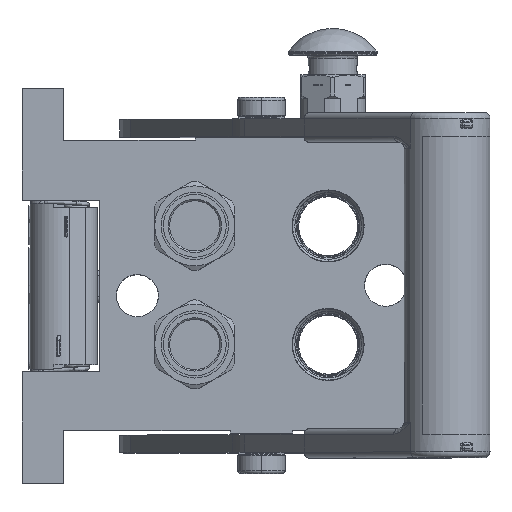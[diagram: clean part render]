
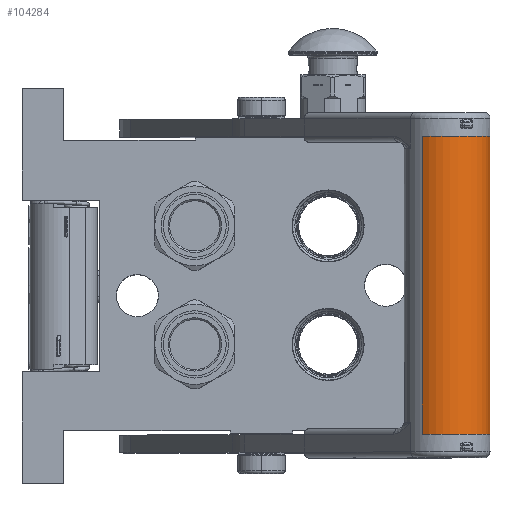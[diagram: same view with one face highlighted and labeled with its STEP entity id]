
A CAD part, top view. The second image highlights one B-rep face of the part: STEP entity #104284.
In plain terms, the highlighted cylindrical face has radius 14.5 mm (diameter 29 mm), a partial arc.
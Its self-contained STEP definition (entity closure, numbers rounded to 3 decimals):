
#1795 = LINE ( 'NONE', #17524, #116097 ) ;
#2055 = LINE ( 'NONE', #101867, #68322 ) ;
#2603 = CARTESIAN_POINT ( 'NONE',  ( -46., -7.576, -12.363 ) ) ;
#2645 = ORIENTED_EDGE ( 'NONE', *, *, #88624, .T. ) ;
#3437 = DIRECTION ( 'NONE',  ( -1., 0., 0. ) ) ;
#4586 = CARTESIAN_POINT ( 'NONE',  ( -46., 0., -14.5 ) ) ;
#5831 = DIRECTION ( 'NONE',  ( 0., 0., 1. ) ) ;
#6908 = CYLINDRICAL_SURFACE ( 'NONE', #105884, 14.5 ) ;
#10526 = VERTEX_POINT ( 'NONE', #19885 ) ;
#11285 = AXIS2_PLACEMENT_3D ( 'NONE', #34233, #43708, #52373 ) ;
#11726 = VERTEX_POINT ( 'NONE', #4586 ) ;
#13101 = DIRECTION ( 'NONE',  ( 0., 0., -1. ) ) ;
#15285 = CARTESIAN_POINT ( 'NONE',  ( 50.5, -7.576, -12.363 ) ) ;
#16014 = CARTESIAN_POINT ( 'NONE',  ( -50., -7.576, -12.363 ) ) ;
#17524 = CARTESIAN_POINT ( 'NONE',  ( -46., 0., -14.5 ) ) ;
#18146 = VERTEX_POINT ( 'NONE', #58271 ) ;
#19885 = CARTESIAN_POINT ( 'NONE',  ( 50.5, 0., 14.5 ) ) ;
#20034 = CARTESIAN_POINT ( 'NONE',  ( 46.5, -7.111, -12.636 ) ) ;
#21620 = DIRECTION ( 'NONE',  ( 0., 0., -1. ) ) ;
#22157 = VECTOR ( 'NONE', #59779, 1000. ) ;
#23987 = CIRCLE ( 'NONE', #67022, 14.5 ) ;
#25297 = DIRECTION ( 'NONE',  ( 1., 0., 0. ) ) ;
#30140 = DIRECTION ( 'NONE',  ( 1., 0., 0. ) ) ;
#32643 = CIRCLE ( 'NONE', #111251, 14.5 ) ;
#34233 = CARTESIAN_POINT ( 'NONE',  ( 50.5, 0., 0. ) ) ;
#36874 = EDGE_CURVE ( 'NONE', #49449, #11726, #32643, .T. ) ;
#40342 = VERTEX_POINT ( 'NONE', #15285 ) ;
#43708 = DIRECTION ( 'NONE',  ( -1., 0., 0. ) ) ;
#45733 = CIRCLE ( 'NONE', #114235, 14.5 ) ;
#48628 = ORIENTED_EDGE ( 'NONE', *, *, #90236, .T. ) ;
#48892 = ORIENTED_EDGE ( 'NONE', *, *, #115937, .F. ) ;
#49104 = CARTESIAN_POINT ( 'NONE',  ( 46.5, -7.576, -12.363 ) ) ;
#49449 = VERTEX_POINT ( 'NONE', #2603 ) ;
#51704 = DIRECTION ( 'NONE',  ( 0., -0.522, -0.853 ) ) ;
#52373 = DIRECTION ( 'NONE',  ( 0., -0.522, -0.853 ) ) ;
#54594 = CARTESIAN_POINT ( 'NONE',  ( -50., 0., 0. ) ) ;
#54716 = VERTEX_POINT ( 'NONE', #20034 ) ;
#57717 = EDGE_CURVE ( 'NONE', #92353, #49449, #69990, .T. ) ;
#58271 = CARTESIAN_POINT ( 'NONE',  ( 46.5, 0., -14.5 ) ) ;
#59083 = DIRECTION ( 'NONE',  ( 1., 0., 0. ) ) ;
#59779 = DIRECTION ( 'NONE',  ( 1., 0., 0. ) ) ;
#66718 = ORIENTED_EDGE ( 'NONE', *, *, #93009, .T. ) ;
#67022 = AXIS2_PLACEMENT_3D ( 'NONE', #112269, #3437, #21620 ) ;
#67038 = DIRECTION ( 'NONE',  ( -1., 0., 0. ) ) ;
#67406 = EDGE_CURVE ( 'NONE', #73638, #40342, #109297, .T. ) ;
#68322 = VECTOR ( 'NONE', #92754, 1000. ) ;
#68627 = EDGE_CURVE ( 'NONE', #11726, #18146, #1795, .T. ) ;
#69000 = CARTESIAN_POINT ( 'NONE',  ( -46., 0., 0. ) ) ;
#69990 = LINE ( 'NONE', #16014, #22157 ) ;
#70182 = CARTESIAN_POINT ( 'NONE',  ( 46.5, 0., 0. ) ) ;
#70796 = AXIS2_PLACEMENT_3D ( 'NONE', #70182, #67038, #13101 ) ;
#73638 = VERTEX_POINT ( 'NONE', #85953 ) ;
#75279 = ORIENTED_EDGE ( 'NONE', *, *, #57717, .T. ) ;
#76708 = CIRCLE ( 'NONE', #70796, 14.5 ) ;
#82082 = DIRECTION ( 'NONE',  ( 0., 0., -1. ) ) ;
#83665 = ORIENTED_EDGE ( 'NONE', *, *, #36874, .T. ) ;
#83827 = ORIENTED_EDGE ( 'NONE', *, *, #111111, .T. ) ;
#85953 = CARTESIAN_POINT ( 'NONE',  ( 46.5, -7.576, -12.363 ) ) ;
#87046 = ORIENTED_EDGE ( 'NONE', *, *, #68627, .T. ) ;
#88624 = EDGE_CURVE ( 'NONE', #18146, #54716, #23987, .T. ) ;
#90236 = EDGE_CURVE ( 'NONE', #40342, #10526, #106912, .T. ) ;
#92353 = VERTEX_POINT ( 'NONE', #95951 ) ;
#92754 = DIRECTION ( 'NONE',  ( 1., 0., 0. ) ) ;
#93009 = EDGE_CURVE ( 'NONE', #109515, #92353, #45733, .T. ) ;
#95951 = CARTESIAN_POINT ( 'NONE',  ( -50., -7.576, -12.363 ) ) ;
#96791 = CARTESIAN_POINT ( 'NONE',  ( -50., 0., 14.5 ) ) ;
#99937 = DIRECTION ( 'NONE',  ( -1., 0., 0. ) ) ;
#101867 = CARTESIAN_POINT ( 'NONE',  ( -50., 0., 14.5 ) ) ;
#102878 = FACE_OUTER_BOUND ( 'NONE', #114245, .T. ) ;
#104284 = ADVANCED_FACE ( 'NONE', ( #102878 ), #6908, .T. ) ;
#104801 = CARTESIAN_POINT ( 'NONE',  ( -50., 0., 0. ) ) ;
#105884 = AXIS2_PLACEMENT_3D ( 'NONE', #54594, #99937, #82082 ) ;
#106912 = CIRCLE ( 'NONE', #11285, 14.5 ) ;
#109297 = LINE ( 'NONE', #49104, #112157 ) ;
#109515 = VERTEX_POINT ( 'NONE', #96791 ) ;
#111111 = EDGE_CURVE ( 'NONE', #54716, #73638, #76708, .T. ) ;
#111251 = AXIS2_PLACEMENT_3D ( 'NONE', #69000, #25297, #51704 ) ;
#112157 = VECTOR ( 'NONE', #30140, 1000. ) ;
#112269 = CARTESIAN_POINT ( 'NONE',  ( 46.5, 0., 0. ) ) ;
#114235 = AXIS2_PLACEMENT_3D ( 'NONE', #104801, #59083, #5831 ) ;
#114245 = EDGE_LOOP ( 'NONE', ( #87046, #2645, #83827, #114356, #48628, #48892, #66718, #75279, #83665 ) ) ;
#114356 = ORIENTED_EDGE ( 'NONE', *, *, #67406, .T. ) ;
#115042 = DIRECTION ( 'NONE',  ( 1., 0., 0. ) ) ;
#115937 = EDGE_CURVE ( 'NONE', #109515, #10526, #2055, .T. ) ;
#116097 = VECTOR ( 'NONE', #115042, 1000. ) ;
